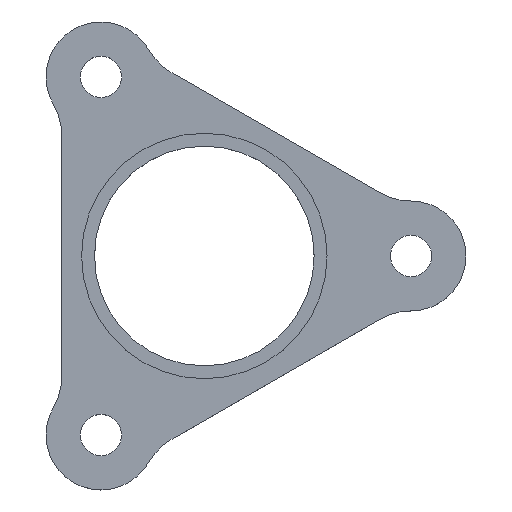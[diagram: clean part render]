
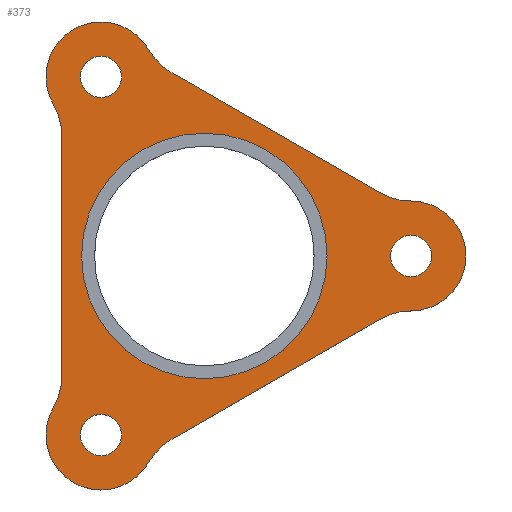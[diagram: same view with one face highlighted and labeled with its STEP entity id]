
A CAD part, top view. The second image highlights one B-rep face of the part: STEP entity #373.
In plain terms, the highlighted planar face has unit normal (0, 0, 1).
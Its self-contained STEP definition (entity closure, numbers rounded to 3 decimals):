
#20=FACE_BOUND('',#75,.T.);
#21=FACE_BOUND('',#76,.T.);
#22=FACE_BOUND('',#77,.T.);
#23=FACE_BOUND('',#78,.T.);
#29=PLANE('',#423);
#49=FACE_OUTER_BOUND('',#74,.T.);
#74=EDGE_LOOP('',(#324,#325,#326,#327,#328,#329,#330,#331,#332,#333,#334,
#335));
#75=EDGE_LOOP('',(#336));
#76=EDGE_LOOP('',(#337));
#77=EDGE_LOOP('',(#338));
#78=EDGE_LOOP('',(#339));
#84=LINE('',#571,#107);
#88=LINE('',#580,#111);
#92=LINE('',#589,#115);
#107=VECTOR('',#451,10.);
#111=VECTOR('',#457,10.);
#115=VECTOR('',#463,10.);
#125=CIRCLE('',#377,1.6);
#127=CIRCLE('',#380,1.6);
#129=CIRCLE('',#383,1.6);
#132=CIRCLE('',#390,5.);
#134=CIRCLE('',#393,5.);
#136=CIRCLE('',#396,5.);
#144=CIRCLE('',#406,5.);
#145=CIRCLE('',#408,5.);
#146=CIRCLE('',#410,5.);
#147=CIRCLE('',#412,4.25);
#148=CIRCLE('',#414,4.25);
#149=CIRCLE('',#416,4.25);
#151=CIRCLE('',#419,9.5);
#153=VERTEX_POINT('',#547);
#155=VERTEX_POINT('',#553);
#157=VERTEX_POINT('',#559);
#161=VERTEX_POINT('',#568);
#162=VERTEX_POINT('',#570);
#165=VERTEX_POINT('',#577);
#166=VERTEX_POINT('',#579);
#169=VERTEX_POINT('',#586);
#170=VERTEX_POINT('',#588);
#172=VERTEX_POINT('',#594);
#174=VERTEX_POINT('',#600);
#176=VERTEX_POINT('',#606);
#181=VERTEX_POINT('',#622);
#182=VERTEX_POINT('',#626);
#183=VERTEX_POINT('',#630);
#185=VERTEX_POINT('',#642);
#187=EDGE_CURVE('',#153,#153,#125,.T.);
#190=EDGE_CURVE('',#155,#155,#127,.T.);
#193=EDGE_CURVE('',#157,#157,#129,.T.);
#198=EDGE_CURVE('',#162,#161,#84,.T.);
#202=EDGE_CURVE('',#166,#165,#88,.T.);
#206=EDGE_CURVE('',#170,#169,#92,.T.);
#210=EDGE_CURVE('',#172,#161,#132,.T.);
#213=EDGE_CURVE('',#174,#165,#134,.T.);
#216=EDGE_CURVE('',#176,#169,#136,.T.);
#224=EDGE_CURVE('',#181,#162,#144,.F.);
#226=EDGE_CURVE('',#182,#170,#145,.F.);
#228=EDGE_CURVE('',#183,#166,#146,.F.);
#230=EDGE_CURVE('',#182,#172,#147,.T.);
#231=EDGE_CURVE('',#183,#176,#148,.T.);
#232=EDGE_CURVE('',#181,#174,#149,.T.);
#235=EDGE_CURVE('',#185,#185,#151,.T.);
#324=ORIENTED_EDGE('',*,*,#198,.T.);
#325=ORIENTED_EDGE('',*,*,#210,.F.);
#326=ORIENTED_EDGE('',*,*,#230,.F.);
#327=ORIENTED_EDGE('',*,*,#226,.T.);
#328=ORIENTED_EDGE('',*,*,#206,.T.);
#329=ORIENTED_EDGE('',*,*,#216,.F.);
#330=ORIENTED_EDGE('',*,*,#231,.F.);
#331=ORIENTED_EDGE('',*,*,#228,.T.);
#332=ORIENTED_EDGE('',*,*,#202,.T.);
#333=ORIENTED_EDGE('',*,*,#213,.F.);
#334=ORIENTED_EDGE('',*,*,#232,.F.);
#335=ORIENTED_EDGE('',*,*,#224,.T.);
#336=ORIENTED_EDGE('',*,*,#187,.T.);
#337=ORIENTED_EDGE('',*,*,#190,.T.);
#338=ORIENTED_EDGE('',*,*,#193,.T.);
#339=ORIENTED_EDGE('',*,*,#235,.T.);
#373=ADVANCED_FACE('',(#49,#20,#21,#22,#23),#29,.T.);
#377=AXIS2_PLACEMENT_3D('',#548,#428,#429);
#380=AXIS2_PLACEMENT_3D('',#554,#435,#436);
#383=AXIS2_PLACEMENT_3D('',#560,#442,#443);
#390=AXIS2_PLACEMENT_3D('',#596,#470,#471);
#393=AXIS2_PLACEMENT_3D('',#602,#477,#478);
#396=AXIS2_PLACEMENT_3D('',#608,#484,#485);
#406=AXIS2_PLACEMENT_3D('',#623,#504,#505);
#408=AXIS2_PLACEMENT_3D('',#627,#509,#510);
#410=AXIS2_PLACEMENT_3D('',#631,#514,#515);
#412=AXIS2_PLACEMENT_3D('',#634,#519,#520);
#414=AXIS2_PLACEMENT_3D('',#636,#523,#524);
#416=AXIS2_PLACEMENT_3D('',#638,#527,#528);
#419=AXIS2_PLACEMENT_3D('',#644,#534,#535);
#423=AXIS2_PLACEMENT_3D('',#650,#543,#544);
#428=DIRECTION('center_axis',(0.,0.,-1.));
#429=DIRECTION('ref_axis',(-1.,0.,0.));
#435=DIRECTION('center_axis',(0.,0.,-1.));
#436=DIRECTION('ref_axis',(-1.,0.,0.));
#442=DIRECTION('center_axis',(0.,0.,-1.));
#443=DIRECTION('ref_axis',(-1.,0.,0.));
#451=DIRECTION('',(-0.866,0.5,0.));
#457=DIRECTION('',(0.866,0.5,0.));
#463=DIRECTION('',(0.,-1.,0.));
#470=DIRECTION('center_axis',(0.,0.,1.));
#471=DIRECTION('ref_axis',(0.,1.,0.));
#477=DIRECTION('center_axis',(0.,0.,1.));
#478=DIRECTION('ref_axis',(0.866,-0.5,0.));
#484=DIRECTION('center_axis',(0.,0.,1.));
#485=DIRECTION('ref_axis',(-0.866,-0.5,0.));
#504=DIRECTION('center_axis',(0.,0.,1.));
#505=DIRECTION('ref_axis',(0.866,0.5,0.));
#509=DIRECTION('center_axis',(0.,0.,1.));
#510=DIRECTION('ref_axis',(-0.866,0.5,0.));
#514=DIRECTION('center_axis',(0.,0.,1.));
#515=DIRECTION('ref_axis',(0.,-1.,0.));
#519=DIRECTION('center_axis',(0.,0.,-1.));
#520=DIRECTION('ref_axis',(-0.866,-0.5,0.));
#523=DIRECTION('center_axis',(0.,0.,-1.));
#524=DIRECTION('ref_axis',(0.866,-0.5,0.));
#527=DIRECTION('center_axis',(0.,0.,-1.));
#528=DIRECTION('ref_axis',(0.,1.,0.));
#534=DIRECTION('center_axis',(0.,0.,-1.));
#535=DIRECTION('ref_axis',(-1.,0.,0.));
#543=DIRECTION('center_axis',(0.,0.,1.));
#544=DIRECTION('ref_axis',(1.,0.,0.));
#547=CARTESIAN_POINT('',(-6.4,13.856,3.));
#548=CARTESIAN_POINT('Origin',(-8.,13.856,3.));
#553=CARTESIAN_POINT('',(17.6,0.,3.));
#554=CARTESIAN_POINT('Origin',(16.,0.,3.));
#559=CARTESIAN_POINT('',(-6.4,-13.856,3.));
#560=CARTESIAN_POINT('Origin',(-8.,-13.856,3.));
#568=CARTESIAN_POINT('',(-2.5,14.17,3.));
#570=CARTESIAN_POINT('',(13.521,4.92,3.));
#571=CARTESIAN_POINT('',(9.516,7.232,3.));
#577=CARTESIAN_POINT('',(13.521,-4.92,3.));
#579=CARTESIAN_POINT('',(-2.5,-14.17,3.));
#580=CARTESIAN_POINT('',(1.505,-11.857,3.));
#586=CARTESIAN_POINT('',(-11.021,-9.25,3.));
#588=CARTESIAN_POINT('',(-11.021,9.25,3.));
#589=CARTESIAN_POINT('',(-11.021,4.625,3.));
#594=CARTESIAN_POINT('',(-4.324,15.99,3.));
#596=CARTESIAN_POINT('Origin',(0.,18.5,3.));
#600=CARTESIAN_POINT('',(16.01,-4.25,3.));
#602=CARTESIAN_POINT('Origin',(16.021,-9.25,3.));
#606=CARTESIAN_POINT('',(-11.686,-11.74,3.));
#608=CARTESIAN_POINT('Origin',(-16.021,-9.25,3.));
#622=CARTESIAN_POINT('',(16.01,4.25,3.));
#623=CARTESIAN_POINT('Origin',(16.021,9.25,3.));
#626=CARTESIAN_POINT('',(-11.686,11.74,3.));
#627=CARTESIAN_POINT('Origin',(-16.021,9.25,3.));
#630=CARTESIAN_POINT('',(-4.324,-15.99,3.));
#631=CARTESIAN_POINT('Origin',(0.,-18.5,3.));
#634=CARTESIAN_POINT('Origin',(-8.,13.856,3.));
#636=CARTESIAN_POINT('Origin',(-8.,-13.856,3.));
#638=CARTESIAN_POINT('Origin',(16.,0.,3.));
#642=CARTESIAN_POINT('',(9.5,0.,3.));
#644=CARTESIAN_POINT('Origin',(0.,0.,3.));
#650=CARTESIAN_POINT('Origin',(0.,0.,3.));
